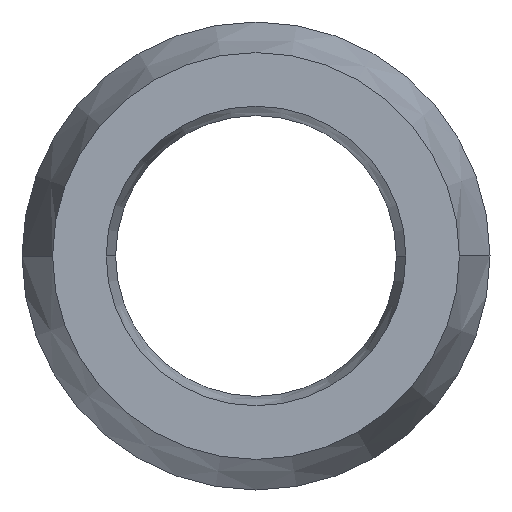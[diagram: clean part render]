
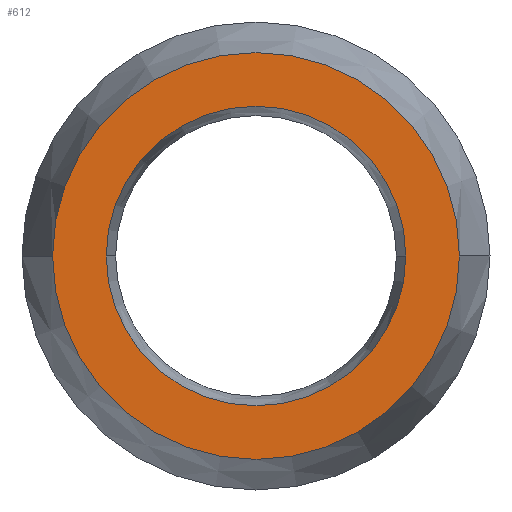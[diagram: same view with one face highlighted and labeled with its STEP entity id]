
A CAD part, left-side view. The second image highlights one B-rep face of the part: STEP entity #612.
In plain terms, the highlighted planar face has unit normal (-1, 0, 0).
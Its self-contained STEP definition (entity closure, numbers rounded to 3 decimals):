
#1 = VERTEX_POINT ( 'NONE', #570 ) ;
#4 = VERTEX_POINT ( 'NONE', #409 ) ;
#28 = DIRECTION ( 'NONE',  ( 0., -1., 0. ) ) ;
#61 = EDGE_CURVE ( 'NONE', #312, #1, #279, .T. ) ;
#91 = DIRECTION ( 'NONE',  ( -1., 0., 0. ) ) ;
#106 = AXIS2_PLACEMENT_3D ( 'NONE', #224, #91, #474 ) ;
#136 = CARTESIAN_POINT ( 'NONE',  ( -49.547, 0., 0. ) ) ;
#162 = EDGE_CURVE ( 'NONE', #1, #312, #751, .T. ) ;
#210 = PLANE ( 'NONE',  #661 ) ;
#221 = EDGE_CURVE ( 'NONE', #670, #4, #529, .T. ) ;
#224 = CARTESIAN_POINT ( 'NONE',  ( -49.547, 0., 0. ) ) ;
#228 = AXIS2_PLACEMENT_3D ( 'NONE', #542, #779, #790 ) ;
#273 = FACE_BOUND ( 'NONE', #555, .T. ) ;
#279 = CIRCLE ( 'NONE', #617, 21.732 ) ;
#289 = DIRECTION ( 'NONE',  ( -1., 0., 0. ) ) ;
#312 = VERTEX_POINT ( 'NONE', #811 ) ;
#328 = DIRECTION ( 'NONE',  ( 0., -1., 0. ) ) ;
#367 = ORIENTED_EDGE ( 'NONE', *, *, #61, .T. ) ;
#382 = CIRCLE ( 'NONE', #664, 16. ) ;
#384 = ORIENTED_EDGE ( 'NONE', *, *, #727, .F. ) ;
#407 = CARTESIAN_POINT ( 'NONE',  ( -49.547, 0., 0. ) ) ;
#409 = CARTESIAN_POINT ( 'NONE',  ( -49.547, 16., 0. ) ) ;
#474 = DIRECTION ( 'NONE',  ( 0., -1., 0. ) ) ;
#490 = DIRECTION ( 'NONE',  ( -1., 0., 0. ) ) ;
#520 = DIRECTION ( 'NONE',  ( -1., 0., 0. ) ) ;
#529 = CIRCLE ( 'NONE', #228, 16. ) ;
#542 = CARTESIAN_POINT ( 'NONE',  ( -49.547, 0., 0. ) ) ;
#555 = EDGE_LOOP ( 'NONE', ( #588, #384 ) ) ;
#560 = DIRECTION ( 'NONE',  ( 0., -1., 0. ) ) ;
#570 = CARTESIAN_POINT ( 'NONE',  ( -49.547, 21.732, 0. ) ) ;
#578 = ORIENTED_EDGE ( 'NONE', *, *, #162, .T. ) ;
#588 = ORIENTED_EDGE ( 'NONE', *, *, #221, .F. ) ;
#598 = FACE_OUTER_BOUND ( 'NONE', #776, .T. ) ;
#612 = ADVANCED_FACE ( 'NONE', ( #598, #273 ), #210, .T. ) ;
#617 = AXIS2_PLACEMENT_3D ( 'NONE', #136, #520, #328 ) ;
#661 = AXIS2_PLACEMENT_3D ( 'NONE', #407, #289, #28 ) ;
#662 = CARTESIAN_POINT ( 'NONE',  ( -49.547, -16., 0. ) ) ;
#664 = AXIS2_PLACEMENT_3D ( 'NONE', #665, #490, #560 ) ;
#665 = CARTESIAN_POINT ( 'NONE',  ( -49.547, 0., 0. ) ) ;
#670 = VERTEX_POINT ( 'NONE', #662 ) ;
#727 = EDGE_CURVE ( 'NONE', #4, #670, #382, .T. ) ;
#751 = CIRCLE ( 'NONE', #106, 21.732 ) ;
#776 = EDGE_LOOP ( 'NONE', ( #578, #367 ) ) ;
#779 = DIRECTION ( 'NONE',  ( -1., 0., 0. ) ) ;
#790 = DIRECTION ( 'NONE',  ( 0., -1., 0. ) ) ;
#811 = CARTESIAN_POINT ( 'NONE',  ( -49.547, -21.732, 0. ) ) ;
